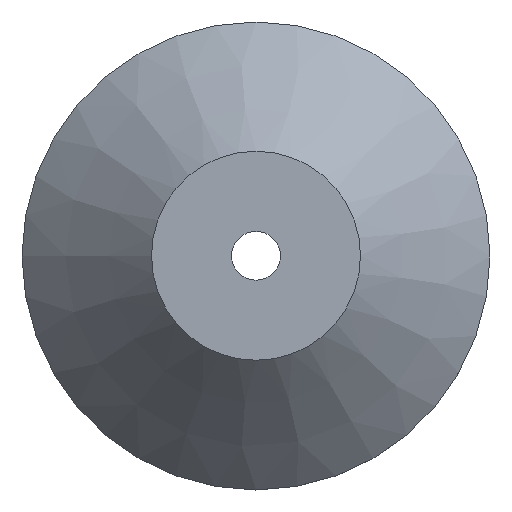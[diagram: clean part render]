
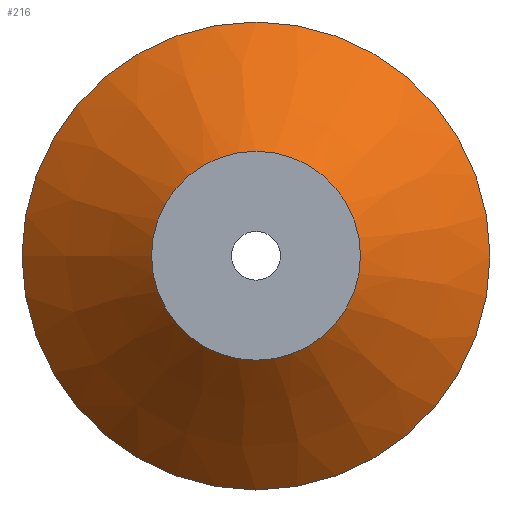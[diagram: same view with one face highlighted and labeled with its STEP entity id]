
A CAD part, top view. The second image highlights one B-rep face of the part: STEP entity #216.
In plain terms, the highlighted conical face has half-angle 45 degrees and reference radius 15.875 mm.
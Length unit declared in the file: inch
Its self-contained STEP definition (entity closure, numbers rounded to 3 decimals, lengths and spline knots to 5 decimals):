
#44=FACE_OUTER_BOUND('',#61,.T.);
#61=EDGE_LOOP('',(#179,#180,#181,#182));
#77=LINE('',#388,#87);
#87=VECTOR('',#321,0.625);
#99=CIRCLE('',#255,0.83964);
#101=CIRCLE('',#258,0.375);
#115=VERTEX_POINT('',#380);
#117=VERTEX_POINT('',#386);
#136=EDGE_CURVE('',#115,#115,#99,.T.);
#139=EDGE_CURVE('',#117,#117,#101,.T.);
#140=EDGE_CURVE('',#117,#115,#77,.T.);
#179=ORIENTED_EDGE('',*,*,#139,.T.);
#180=ORIENTED_EDGE('',*,*,#140,.T.);
#181=ORIENTED_EDGE('',*,*,#136,.F.);
#182=ORIENTED_EDGE('',*,*,#140,.F.);
#206=CONICAL_SURFACE('',#257,0.625,0.785);
#216=ADVANCED_FACE('',(#44),#206,.T.);
#255=AXIS2_PLACEMENT_3D('',#381,#312,#313);
#257=AXIS2_PLACEMENT_3D('',#385,#317,#318);
#258=AXIS2_PLACEMENT_3D('',#387,#319,#320);
#312=DIRECTION('center_axis',(0.,0.,-1.));
#313=DIRECTION('ref_axis',(1.,0.,0.));
#317=DIRECTION('center_axis',(0.,0.,-1.));
#318=DIRECTION('ref_axis',(1.,0.,0.));
#319=DIRECTION('center_axis',(0.,0.,-1.));
#320=DIRECTION('ref_axis',(1.,0.,0.));
#321=DIRECTION('',(-0.707,0.,-0.707));
#380=CARTESIAN_POINT('',(-0.83964,0.,0.03536));
#381=CARTESIAN_POINT('Origin',(0.,0.,0.03536));
#385=CARTESIAN_POINT('Origin',(0.,0.,0.25));
#386=CARTESIAN_POINT('',(-0.375,0.,0.5));
#387=CARTESIAN_POINT('Origin',(0.,0.,0.5));
#388=CARTESIAN_POINT('',(-0.625,0.,0.25));
